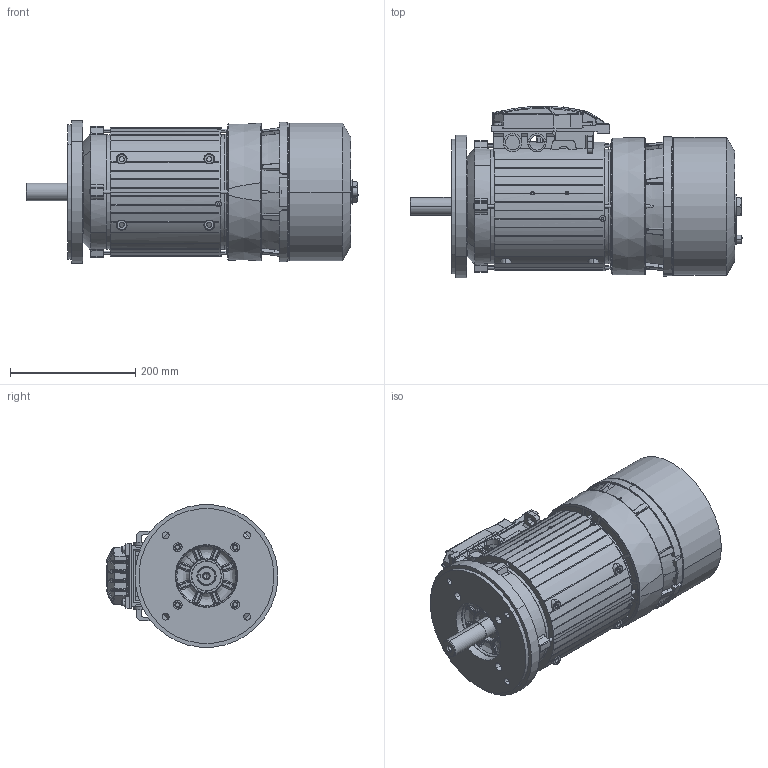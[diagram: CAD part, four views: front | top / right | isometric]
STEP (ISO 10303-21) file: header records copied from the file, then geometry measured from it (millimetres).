
FILE_DESCRIPTION (( 'STEP AP214' ), '1' );
FILE_NAME ('18J4.STEP', '2024-04-23T22:59:14', ( '' ), ( '' ), 'SwSTEP 2.0', 'SolidWorks 2021', '' );
FILE_SCHEMA (( 'AUTOMOTIVE_DESIGN' ));
Length unit declared in the file: inch
Products named in the file (1): 18J4
Bounding box: 530.58 x 273.75 x 227.63 mm (x, y, z)
Volume: 14103594.7 mm3; surface area: 859136.9 mm2
Topology: 11 solids, 11 shells, 2963 faces, 7574 edges, 4737 vertices
Faces by surface type: bspline 1017, plane 928, cylinder 647, cone 367, torus 4
Entity records: 141920 total; most frequent: CARTESIAN_POINT 78107, ORIENTED_EDGE 15020, DIRECTION 10641, EDGE_CURVE 7510, VERTEX_POINT 4737, AXIS2_PLACEMENT_3D 3859, EDGE_LOOP 3221, ADVANCED_FACE 2963
